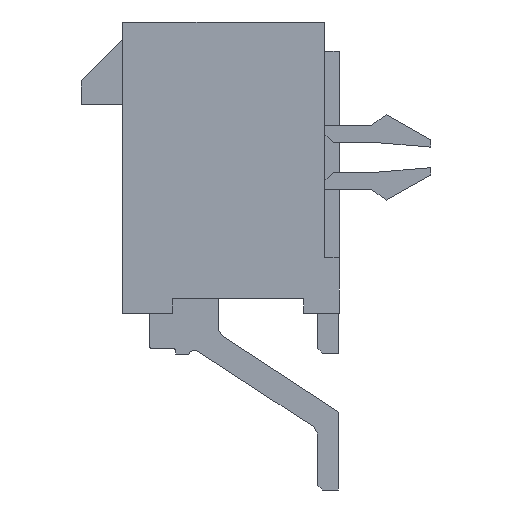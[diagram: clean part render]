
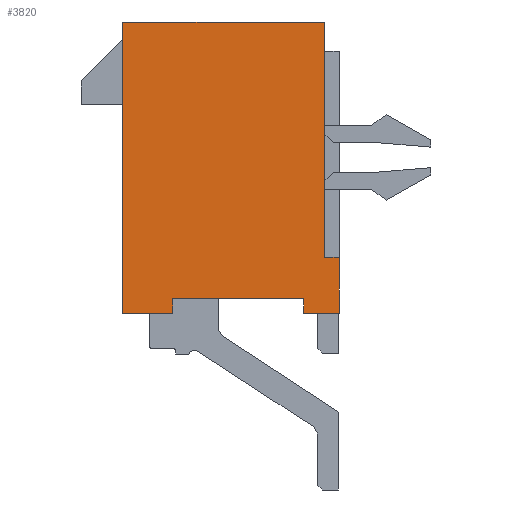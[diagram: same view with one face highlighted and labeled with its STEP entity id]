
A CAD part, front view. The second image highlights one B-rep face of the part: STEP entity #3820.
In plain terms, the highlighted planar face has unit normal (0, -1, 0).
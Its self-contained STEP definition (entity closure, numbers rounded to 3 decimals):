
#362=ORIENTED_EDGE('',*,*,#1402,.F.);
#363=ORIENTED_EDGE('',*,*,#1423,.T.);
#364=ORIENTED_EDGE('',*,*,#1361,.T.);
#365=ORIENTED_EDGE('',*,*,#1424,.T.);
#366=ORIENTED_EDGE('',*,*,#1407,.F.);
#367=ORIENTED_EDGE('',*,*,#1425,.T.);
#368=ORIENTED_EDGE('',*,*,#1426,.T.);
#369=ORIENTED_EDGE('',*,*,#1223,.F.);
#370=ORIENTED_EDGE('',*,*,#1296,.F.);
#371=ORIENTED_EDGE('',*,*,#1427,.F.);
#1223=EDGE_CURVE('',#1782,#1783,#2152,.T.);
#1296=EDGE_CURVE('',#1842,#1782,#2225,.T.);
#1361=EDGE_CURVE('',#1897,#1896,#2282,.T.);
#1402=EDGE_CURVE('',#1925,#1926,#2323,.T.);
#1407=EDGE_CURVE('',#1929,#1930,#2328,.T.);
#1423=EDGE_CURVE('',#1925,#1897,#2344,.T.);
#1424=EDGE_CURVE('',#1896,#1930,#2345,.T.);
#1425=EDGE_CURVE('',#1929,#1941,#2346,.T.);
#1426=EDGE_CURVE('',#1941,#1783,#2347,.T.);
#1427=EDGE_CURVE('',#1926,#1842,#2348,.T.);
#1782=VERTEX_POINT('',#5287);
#1783=VERTEX_POINT('',#5289);
#1842=VERTEX_POINT('',#5427);
#1896=VERTEX_POINT('',#5558);
#1897=VERTEX_POINT('',#5560);
#1925=VERTEX_POINT('',#5635);
#1926=VERTEX_POINT('',#5637);
#1929=VERTEX_POINT('',#5645);
#1930=VERTEX_POINT('',#5647);
#1941=VERTEX_POINT('',#5679);
#2152=LINE('',#5288,#2687);
#2225=LINE('',#5428,#2760);
#2282=LINE('',#5559,#2817);
#2323=LINE('',#5636,#2858);
#2328=LINE('',#5646,#2863);
#2344=LINE('',#5676,#2879);
#2345=LINE('',#5677,#2880);
#2346=LINE('',#5678,#2881);
#2347=LINE('',#5680,#2882);
#2348=LINE('',#5681,#2883);
#2687=VECTOR('',#4286,1000.);
#2760=VECTOR('',#4373,1000.);
#2817=VECTOR('',#4470,1000.);
#2858=VECTOR('',#4525,1000.);
#2863=VECTOR('',#4532,1000.);
#2879=VECTOR('',#4554,1000.);
#2880=VECTOR('',#4555,1000.);
#2881=VECTOR('',#4556,1000.);
#2882=VECTOR('',#4557,1000.);
#2883=VECTOR('',#4558,1000.);
#3238=EDGE_LOOP('',(#362,#363,#364,#365,#366,#367,#368,#369,#370,#371));
#3441=FACE_BOUND('',#3238,.T.);
#3634=PLANE('',#4071);
#3820=ADVANCED_FACE('',(#3441),#3634,.F.);
#4071=AXIS2_PLACEMENT_3D('',#5675,#4552,#4553);
#4286=DIRECTION('',(0.,0.,-1.));
#4373=DIRECTION('',(1.,0.,0.));
#4470=DIRECTION('',(1.,0.,0.));
#4525=DIRECTION('',(-1.,0.,0.));
#4532=DIRECTION('',(-1.,0.,0.));
#4552=DIRECTION('',(0.,1.,0.));
#4553=DIRECTION('',(0.,0.,1.));
#4554=DIRECTION('',(0.,0.,1.));
#4555=DIRECTION('',(0.,0.,-1.));
#4556=DIRECTION('',(0.,0.,1.));
#4557=DIRECTION('',(-1.,0.,0.));
#4558=DIRECTION('',(0.,0.,1.));
#5287=CARTESIAN_POINT('',(3.43,-3.35,4.95));
#5288=CARTESIAN_POINT('',(3.43,-3.35,4.95));
#5289=CARTESIAN_POINT('',(3.43,-3.35,-3.05));
#5427=CARTESIAN_POINT('',(-3.43,-3.35,4.95));
#5428=CARTESIAN_POINT('',(-3.43,-3.35,4.95));
#5558=CARTESIAN_POINT('',(2.73,-3.35,-4.45));
#5559=CARTESIAN_POINT('',(-2.73,-3.35,-4.45));
#5560=CARTESIAN_POINT('',(-1.73,-3.35,-4.45));
#5635=CARTESIAN_POINT('',(-1.73,-3.35,-4.95));
#5636=CARTESIAN_POINT('',(3.43,-3.35,-4.95));
#5637=CARTESIAN_POINT('',(-3.43,-3.35,-4.95));
#5645=CARTESIAN_POINT('',(3.93,-3.35,-4.95));
#5646=CARTESIAN_POINT('',(3.43,-3.35,-4.95));
#5647=CARTESIAN_POINT('',(2.73,-3.35,-4.95));
#5675=CARTESIAN_POINT('',(0.,-3.35,0.));
#5676=CARTESIAN_POINT('',(-1.73,-3.35,-4.95));
#5677=CARTESIAN_POINT('',(2.73,-3.35,-4.45));
#5678=CARTESIAN_POINT('',(3.93,-3.35,-4.95));
#5679=CARTESIAN_POINT('',(3.93,-3.35,-3.05));
#5680=CARTESIAN_POINT('',(3.93,-3.35,-3.05));
#5681=CARTESIAN_POINT('',(-3.43,-3.35,-4.95));
